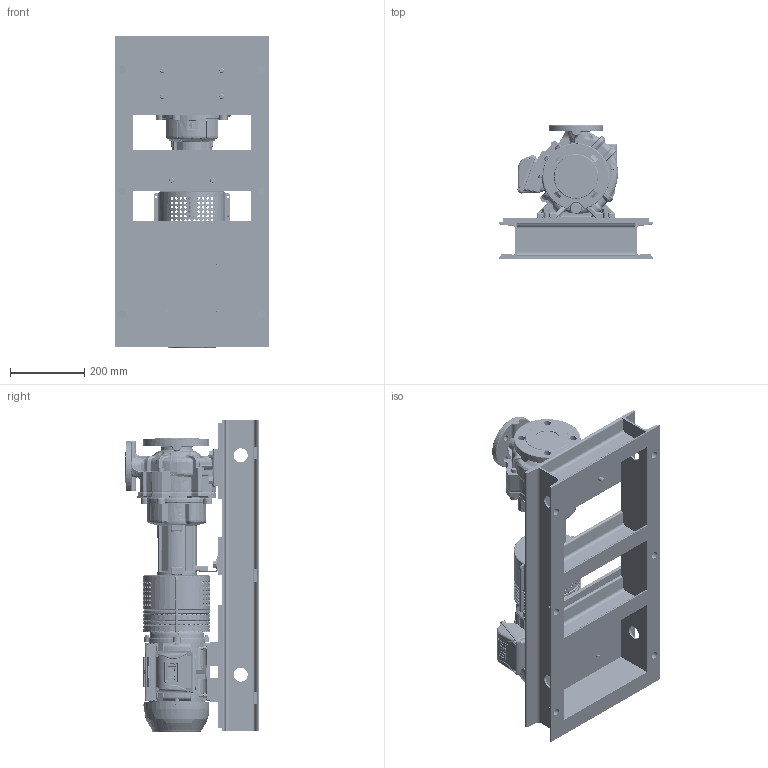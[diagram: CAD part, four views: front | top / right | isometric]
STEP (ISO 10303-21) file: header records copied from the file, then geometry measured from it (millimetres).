
FILE_DESCRIPTION (( 'STEP AP203' ), '1' );
FILE_NAME ('3325339 - NL-HE 2.5x1.5x5-2-143_5T-460-4-TEFC.step', '2021-01-06T14:25:44', ( '' ), ( '' ), 'SwSTEP 2.0', 'SolidWorks 2020', '' );
FILE_SCHEMA (( 'CONFIG_CONTROL_DESIGN' ));
Length unit declared in the file: inch
Products named in the file (24): 10# C CHANNEL[stp]_####### - 10# x 12.5in; CONF - STUD - [5_16in-18][stp]_3323271 - 5_16in-18 GR.A MGLV STD 2.50in .75inA .50inB; CONF - BOLT - [1_2in-13][stp]_3323256 - 1_2in-13 x 1in (FT) A307 HD GALV HEX BOLT; MOT PLATE[stp]_MOT PLATE #1; BBRCKT PLATE[stp]_B.B PLATE #1; PE PLATE[stp]_P.E PLATE #1; NL-HE MOT RISER[stp]_3322553 - NL-HE MOT RISER #3A [2.5 x 2 x 0.88]; 2710422 - NEMA H4 2HP 145T 3~208-230_460 TEFC[stp]; 4 POLE[stp]_2710422 - NEMA H4 2HP 145T 3~208-230_460 TEFC; 3325339 - NL-HE 2.5x1.5x5-2-143_5T-460-4-TEFC; COUPLING GRD[stp]_3323307 CUT; DRILLING[stp]_3322948 - NL-HE BASE #1 DRILLED - 7; 4107249 - 1_2COUPLING GUARD-PP-SG.25[stp]; 10# C CHANNEL[stp]_####### - 10# x 33in; 3314461 - 5_16in-18 ZINC GRADE 5 HEX NUT[stp]_95462A030; BASE 10#[stp]_3322634 - NL-HE RAW BASE #1-56, 143_5T; 3314460 - 5_16in x 0.688in OD ZINC STEEL FLAT WASHER[stp]_90850A150; 10# ANGLE WASHER[stp]; 9149646 - Atmos GIGA-N 2.5x1.5x5-D-L4; BASE 10# ASSY[stp]_3322736 - NL-HE BASE #1 - BASEKIT 7; 3322658 - 1_2in x 1.062in OD ZINC STEEL FLAT WASHER[stp]_91860A033; CONF - BOLT - [1_2in-13][stp]_3323258 - 1_2in-13 x 1.5in A307 HD GALV HEX BOLT
Assembly tree (51 placements, depth 4):
  3325339 - NL-HE 2.5x1.5x5-2-143_5T-460-4-TEFC
    9149646 - Atmos GIGA-N 2.5x1.5x5-D-L4
    4 POLE[stp]_2710422 - NEMA H4 2HP 145T 3~208-230_460 TEFC
      2710422 - NEMA H4 2HP 145T 3~208-230_460 TEFC[stp]
    BASE 10# ASSY[stp]_3322736 - NL-HE BASE #1 - BASEKIT 7
      BASE 10#[stp]_3322634 - NL-HE RAW BASE #1-56, 143_5T
        10# C CHANNEL[stp]_####### - 10# x 33in
        10# C CHANNEL[stp]_####### - 10# x 12.5in  x4
        PE PLATE[stp]_P.E PLATE #1
        BBRCKT PLATE[stp]_B.B PLATE #1
        MOT PLATE[stp]_MOT PLATE #1
        10# C CHANNEL[stp]_####### - 10# x 33in
        10# ANGLE WASHER[stp]  x6
      NL-HE MOT RISER[stp]_3322553 - NL-HE MOT RISER #3A [2.5 x 2 x 0.88]  x4
      CONF - BOLT - [1_2in-13][stp]_3323258 - 1_2in-13 x 1.5in A307 HD GALV HEX BOLT  x4
      3322658 - 1_2in x 1.062in OD ZINC STEEL FLAT WASHER[stp]_91860A033  x6
      CONF - BOLT - [1_2in-13][stp]_3323256 - 1_2in-13 x 1in (FT) A307 HD GALV HEX BOLT  x2
      CONF - STUD - [5_16in-18][stp]_3323271 - 5_16in-18 GR.A MGLV STD 2.50in .75inA .50inB  x4
      3314460 - 5_16in x 0.688in OD ZINC STEEL FLAT WASHER[stp]_90850A150  x4
      3314461 - 5_16in-18 ZINC GRADE 5 HEX NUT[stp]_95462A030  x4
    COUPLING GRD[stp]_3323307 CUT
      4107249 - 1_2COUPLING GUARD-PP-SG.25[stp]
      4107249 - 1_2COUPLING GUARD-PP-SG.25[stp]
  DRILLING[stp]_3322948 - NL-HE BASE #1 DRILLED - 7
Bounding box: 413.5 x 362.01 x 840.25 mm (x, y, z)
Volume: 20520881 mm3; surface area: 2799404.6 mm2
Topology: 49 solids, 60 shells, 6594 faces, 16167 edges, 9752 vertices
Faces by surface type: bspline 2296, plane 2004, cylinder 1616, cone 605, sphere 64, torus 9
Entity records: 441634 total; most frequent: CARTESIAN_POINT 312620, ORIENTED_EDGE 30670, DIRECTION 19516, EDGE_CURVE 15335, VERTEX_POINT 9304, AXIS2_PLACEMENT_3D 7097, EDGE_LOOP 6827, FACE_OUTER_BOUND 6268
